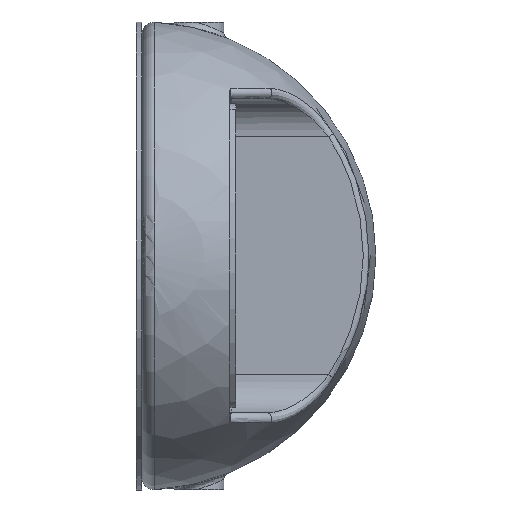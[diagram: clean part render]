
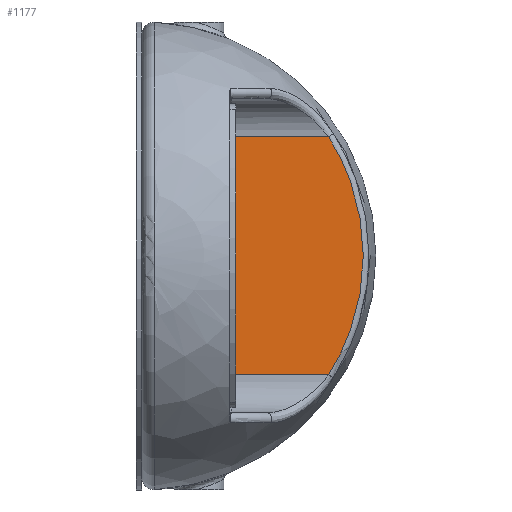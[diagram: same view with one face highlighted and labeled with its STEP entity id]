
A CAD part, top view. The second image highlights one B-rep face of the part: STEP entity #1177.
In plain terms, the highlighted planar face has unit normal (0, 0, 1).
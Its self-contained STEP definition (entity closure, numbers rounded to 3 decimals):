
#113 = CARTESIAN_POINT ( 'NONE',  ( 176611.793, -18036.931, 1964.866 ) ) ;
#443 = EDGE_LOOP ( 'NONE', ( #4927, #3393, #1017, #3317, #3529 ) ) ;
#496 = DIRECTION ( 'NONE',  ( 0., 1., 0. ) ) ;
#555 = B_SPLINE_CURVE_WITH_KNOTS ( 'NONE', 4,
 ( #4001, #2255, #1748, #113, #2187 ),
 .UNSPECIFIED., .F., .F.,
 ( 5, 5 ),
 ( -178.346, -156.844 ),
 .UNSPECIFIED. ) ;
#689 = EDGE_CURVE ( 'NONE', #1983, #1961, #5064, .T. ) ;
#951 = CARTESIAN_POINT ( 'NONE',  ( 176592.3, -18073.128, 1964.866 ) ) ;
#1017 = ORIENTED_EDGE ( 'NONE', *, *, #5127, .F. ) ;
#1095 = LINE ( 'NONE', #2236, #4735 ) ;
#1177 = ADVANCED_FACE ( 'NONE', ( #3409 ), #2176, .F. ) ;
#1340 = EDGE_CURVE ( 'NONE', #2422, #1961, #555, .T. ) ;
#1442 = CARTESIAN_POINT ( 'NONE',  ( 176613.828, -18063.516, 1964.866 ) ) ;
#1457 = VECTOR ( 'NONE', #4411, 1000. ) ;
#1532 = CARTESIAN_POINT ( 'NONE',  ( 176614.846, -18058.139, 1964.866 ) ) ;
#1547 = CARTESIAN_POINT ( 'NONE',  ( 176608.9, -18032.399, 1964.866 ) ) ;
#1657 = VERTEX_POINT ( 'NONE', #951 ) ;
#1660 = VECTOR ( 'NONE', #4839, 1000. ) ;
#1748 = CARTESIAN_POINT ( 'NONE',  ( 176613.828, -18042.011, 1964.866 ) ) ;
#1814 = AXIS2_PLACEMENT_3D ( 'NONE', #3957, #2208, #5285 ) ;
#1824 = CARTESIAN_POINT ( 'NONE',  ( 176600.907, -18032.399, 1964.866 ) ) ;
#1961 = VERTEX_POINT ( 'NONE', #1547 ) ;
#1983 = VERTEX_POINT ( 'NONE', #3259 ) ;
#2176 = PLANE ( 'NONE',  #1814 ) ;
#2187 = CARTESIAN_POINT ( 'NONE',  ( 176608.9, -18032.399, 1964.866 ) ) ;
#2208 = DIRECTION ( 'NONE',  ( 0., 0., -1. ) ) ;
#2236 = CARTESIAN_POINT ( 'NONE',  ( 176592.3, -18052.764, 1964.866 ) ) ;
#2255 = CARTESIAN_POINT ( 'NONE',  ( 176614.846, -18047.388, 1964.866 ) ) ;
#2422 = VERTEX_POINT ( 'NONE', #3150 ) ;
#2699 = CARTESIAN_POINT ( 'NONE',  ( 176611.793, -18068.597, 1964.866 ) ) ;
#2755 = EDGE_CURVE ( 'NONE', #1657, #1983, #1095, .T. ) ;
#3031 = B_SPLINE_CURVE_WITH_KNOTS ( 'NONE', 4,
 ( #3212, #1532, #1442, #2699, #5472 ),
 .UNSPECIFIED., .F., .F.,
 ( 5, 5 ),
 ( 178.346, 199.849 ),
 .UNSPECIFIED. ) ;
#3150 = CARTESIAN_POINT ( 'NONE',  ( 176614.846, -18052.764, 1964.866 ) ) ;
#3212 = CARTESIAN_POINT ( 'NONE',  ( 176614.846, -18052.764, 1964.866 ) ) ;
#3259 = CARTESIAN_POINT ( 'NONE',  ( 176592.3, -18032.399, 1964.866 ) ) ;
#3317 = ORIENTED_EDGE ( 'NONE', *, *, #1340, .T. ) ;
#3370 = LINE ( 'NONE', #3964, #1660 ) ;
#3383 = VERTEX_POINT ( 'NONE', #5295 ) ;
#3393 = ORIENTED_EDGE ( 'NONE', *, *, #4070, .T. ) ;
#3409 = FACE_OUTER_BOUND ( 'NONE', #443, .T. ) ;
#3529 = ORIENTED_EDGE ( 'NONE', *, *, #689, .F. ) ;
#3957 = CARTESIAN_POINT ( 'NONE',  ( 176592., -18032.399, 1964.866 ) ) ;
#3964 = CARTESIAN_POINT ( 'NONE',  ( 176600.907, -18073.128, 1964.866 ) ) ;
#4001 = CARTESIAN_POINT ( 'NONE',  ( 176614.846, -18052.764, 1964.866 ) ) ;
#4070 = EDGE_CURVE ( 'NONE', #1657, #3383, #3370, .T. ) ;
#4411 = DIRECTION ( 'NONE',  ( 1., 0., 0. ) ) ;
#4735 = VECTOR ( 'NONE', #496, 1000. ) ;
#4839 = DIRECTION ( 'NONE',  ( 1., 0., 0. ) ) ;
#4927 = ORIENTED_EDGE ( 'NONE', *, *, #2755, .F. ) ;
#5064 = LINE ( 'NONE', #1824, #1457 ) ;
#5127 = EDGE_CURVE ( 'NONE', #2422, #3383, #3031, .T. ) ;
#5285 = DIRECTION ( 'NONE',  ( 0., -1., 0. ) ) ;
#5295 = CARTESIAN_POINT ( 'NONE',  ( 176608.9, -18073.128, 1964.866 ) ) ;
#5472 = CARTESIAN_POINT ( 'NONE',  ( 176608.9, -18073.128, 1964.866 ) ) ;
